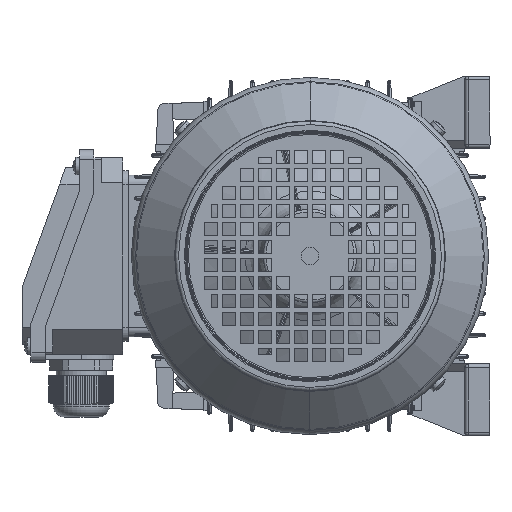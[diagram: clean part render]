
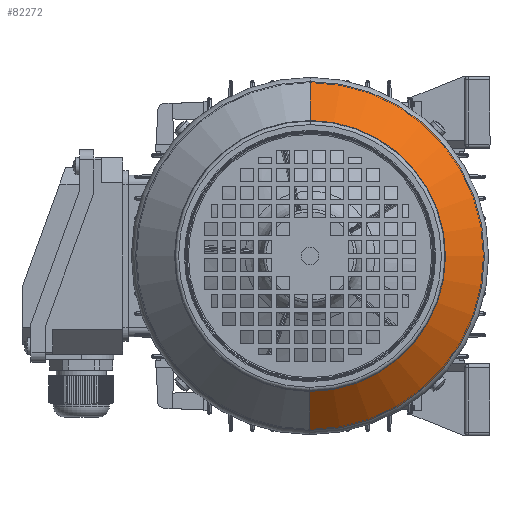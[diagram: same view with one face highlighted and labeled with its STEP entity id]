
A CAD part, left-side view. The second image highlights one B-rep face of the part: STEP entity #82272.
In plain terms, the highlighted conical face has half-angle 45 degrees and reference radius 75.293 mm.
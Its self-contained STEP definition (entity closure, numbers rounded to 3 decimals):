
#11656 = DIRECTION ( 'NONE',  ( 0., 0., 1. ) ) ;
#11657 = DIRECTION ( 'NONE',  ( -1., 0., 0. ) ) ;
#11658 = CARTESIAN_POINT ( 'NONE',  ( 91.707, 0., 0. ) ) ;
#11659 = AXIS2_PLACEMENT_3D ( 'NONE', #11658, #11657, #11656 ) ;
#11660 = CIRCLE ( 'NONE', #11659, 75.293 ) ;
#11708 = CARTESIAN_POINT ( 'NONE',  ( 70.093, 0., -96.907 ) ) ;
#11709 = CARTESIAN_POINT ( 'NONE',  ( 70.093, 0., 96.907 ) ) ;
#11854 = CARTESIAN_POINT ( 'NONE',  ( 91.707, 0., 75.293 ) ) ;
#11909 = DIRECTION ( 'NONE',  ( -0.707, 0., 0.707 ) ) ;
#11910 = VECTOR ( 'NONE', #11909, 1000. ) ;
#11911 = CARTESIAN_POINT ( 'NONE',  ( 91.707, 0., 75.293 ) ) ;
#11912 = LINE ( 'NONE', #11911, #11910 ) ;
#11913 = DIRECTION ( 'NONE',  ( -0.707, 0., -0.707 ) ) ;
#11914 = VECTOR ( 'NONE', #11913, 1000. ) ;
#11915 = CARTESIAN_POINT ( 'NONE',  ( 91.707, 0., -75.293 ) ) ;
#11916 = LINE ( 'NONE', #11915, #11914 ) ;
#11917 = CARTESIAN_POINT ( 'NONE',  ( 91.707, 0., -75.293 ) ) ;
#17364 = DIRECTION ( 'NONE',  ( 0., 0., 1. ) ) ;
#17365 = DIRECTION ( 'NONE',  ( -1., 0., 0. ) ) ;
#17366 = CARTESIAN_POINT ( 'NONE',  ( 70.093, 0., 0. ) ) ;
#17367 = AXIS2_PLACEMENT_3D ( 'NONE', #17366, #17365, #17364 ) ;
#17368 = CIRCLE ( 'NONE', #17367, 96.907 ) ;
#17369 = DIRECTION ( 'NONE',  ( 0., 0., 1. ) ) ;
#17370 = DIRECTION ( 'NONE',  ( -1., 0., 0. ) ) ;
#17371 = AXIS2_PLACEMENT_3D ( 'NONE', #17373, #17370, #17369 ) ;
#17372 = CONICAL_SURFACE ( 'NONE', #17371, 75.293, 0.785 ) ;
#17373 = CARTESIAN_POINT ( 'NONE',  ( 91.707, 0., 0. ) ) ;
#17374 = FACE_OUTER_BOUND ( 'NONE', #82273, .T. ) ;
#79019 = EDGE_CURVE ( 'NONE', #79094, #79093, #11660, .T. ) ;
#79027 = VERTEX_POINT ( 'NONE', #11709 ) ;
#79028 = VERTEX_POINT ( 'NONE', #11708 ) ;
#79093 = VERTEX_POINT ( 'NONE', #11854 ) ;
#79094 = VERTEX_POINT ( 'NONE', #11917 ) ;
#79096 = EDGE_CURVE ( 'NONE', #79094, #79028, #11916, .T. ) ;
#79099 = EDGE_CURVE ( 'NONE', #79093, #79027, #11912, .T. ) ;
#82272 = ADVANCED_FACE ( 'NONE', ( #17374 ), #17372, .T. ) ;
#82273 = EDGE_LOOP ( 'NONE', ( #82274, #82275, #82276, #82277 ) ) ;
#82274 = ORIENTED_EDGE ( 'NONE', *, *, #79096, .F. ) ;
#82275 = ORIENTED_EDGE ( 'NONE', *, *, #79019, .T. ) ;
#82276 = ORIENTED_EDGE ( 'NONE', *, *, #79099, .T. ) ;
#82277 = ORIENTED_EDGE ( 'NONE', *, *, #82278, .F. ) ;
#82278 = EDGE_CURVE ( 'NONE', #79028, #79027, #17368, .T. ) ;
